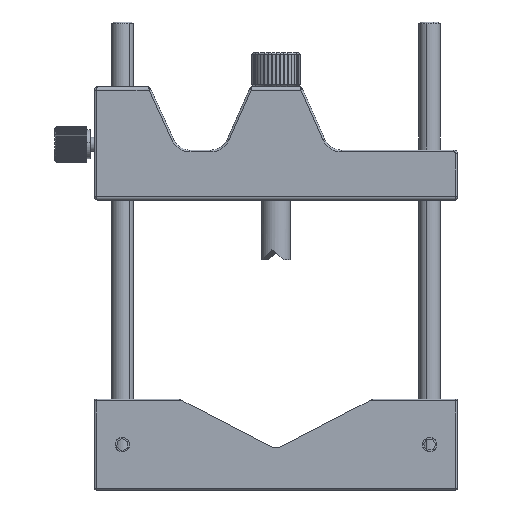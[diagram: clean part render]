
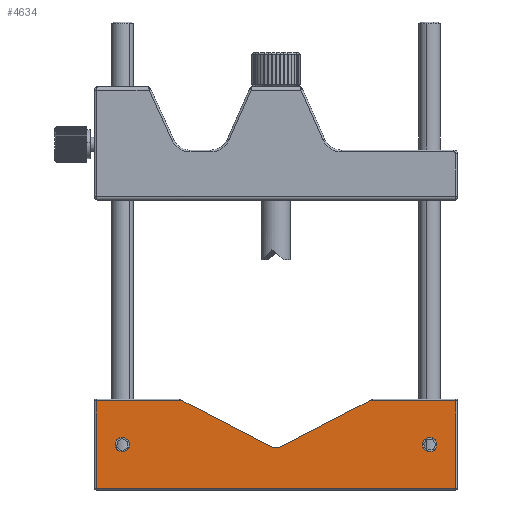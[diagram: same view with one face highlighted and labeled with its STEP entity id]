
A CAD part, top view. The second image highlights one B-rep face of the part: STEP entity #4634.
In plain terms, the highlighted planar face has unit normal (0, 0, 1).
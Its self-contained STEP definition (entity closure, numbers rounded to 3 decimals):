
#369 = CARTESIAN_POINT ( 'NONE',  ( 0.663, -2.311, 6.35 ) ) ;
#640 = CARTESIAN_POINT ( 'NONE',  ( -26.337, -12.421, 6.35 ) ) ;
#888 = AXIS2_PLACEMENT_3D ( 'NONE', #640, #5843, #12762 ) ;
#980 = EDGE_CURVE ( 'NONE', #7663, #20644, #14203, .T. ) ;
#1007 = EDGE_CURVE ( 'NONE', #17679, #7251, #10787, .T. ) ;
#1247 = CARTESIAN_POINT ( 'NONE',  ( 24.463, -27.211, 6.35 ) ) ;
#1557 = CIRCLE ( 'NONE', #14240, 2. ) ;
#1639 = VERTEX_POINT ( 'NONE', #12797 ) ;
#1658 = CARTESIAN_POINT ( 'NONE',  ( -67.337, -15.011, 6.35 ) ) ;
#1866 = DIRECTION ( 'NONE',  ( 0., 0., 1. ) ) ;
#2156 = CARTESIAN_POINT ( 'NONE',  ( -0.297, -2.811, 6.35 ) ) ;
#3055 = EDGE_CURVE ( 'NONE', #3514, #10232, #15203, .T. ) ;
#3494 = EDGE_CURVE ( 'NONE', #7663, #15050, #20269, .T. ) ;
#3514 = VERTEX_POINT ( 'NONE', #4396 ) ;
#3641 = ORIENTED_EDGE ( 'NONE', *, *, #15765, .F. ) ;
#3980 = EDGE_CURVE ( 'NONE', #6620, #19671, #1557, .T. ) ;
#4154 = CIRCLE ( 'NONE', #888, 3.5 ) ;
#4396 = CARTESIAN_POINT ( 'NONE',  ( -76.637, -27.211, 6.35 ) ) ;
#4634 = ADVANCED_FACE ( 'NONE', ( #15579, #7153, #14090 ), #10559, .F. ) ;
#4694 = ORIENTED_EDGE ( 'NONE', *, *, #1007, .F. ) ;
#5840 = ORIENTED_EDGE ( 'NONE', *, *, #3055, .T. ) ;
#5843 = DIRECTION ( 'NONE',  ( 0., 0., 1. ) ) ;
#5884 = ORIENTED_EDGE ( 'NONE', *, *, #20506, .F. ) ;
#6620 = VERTEX_POINT ( 'NONE', #12332 ) ;
#7153 = FACE_BOUND ( 'NONE', #16289, .T. ) ;
#7251 = VERTEX_POINT ( 'NONE', #2156 ) ;
#7583 = ORIENTED_EDGE ( 'NONE', *, *, #3494, .T. ) ;
#7663 = VERTEX_POINT ( 'NONE', #11773 ) ;
#7776 = VECTOR ( 'NONE', #11439, 1000. ) ;
#7931 = DIRECTION ( 'NONE',  ( -1., 0., 0. ) ) ;
#7997 = CARTESIAN_POINT ( 'NONE',  ( -27.953, -15.525, 6.35 ) ) ;
#8602 = EDGE_LOOP ( 'NONE', ( #18328, #18307, #4694, #5884, #16889, #7583, #11312, #5840 ) ) ;
#8753 = DIRECTION ( 'NONE',  ( 0.887, 0.462, 0. ) ) ;
#9795 = CIRCLE ( 'NONE', #14870, 2. ) ;
#9864 = CARTESIAN_POINT ( 'NONE',  ( -76.637, -2.811, 6.35 ) ) ;
#10142 = CARTESIAN_POINT ( 'NONE',  ( 16.663, -15.011, 6.35 ) ) ;
#10232 = VERTEX_POINT ( 'NONE', #14863 ) ;
#10239 = ORIENTED_EDGE ( 'NONE', *, *, #21849, .F. ) ;
#10559 = PLANE ( 'NONE',  #21140 ) ;
#10787 = LINE ( 'NONE', #369, #11637 ) ;
#11001 = VECTOR ( 'NONE', #13471, 1000. ) ;
#11312 = ORIENTED_EDGE ( 'NONE', *, *, #14528, .T. ) ;
#11368 = LINE ( 'NONE', #18292, #19172 ) ;
#11439 = DIRECTION ( 'NONE',  ( 0., 1., 0. ) ) ;
#11637 = VECTOR ( 'NONE', #8753, 1000. ) ;
#11773 = CARTESIAN_POINT ( 'NONE',  ( -52.376, -2.811, 6.35 ) ) ;
#12332 = CARTESIAN_POINT ( 'NONE',  ( 14.663, -15.011, 6.35 ) ) ;
#12362 = ORIENTED_EDGE ( 'NONE', *, *, #3980, .F. ) ;
#12621 = DIRECTION ( 'NONE',  ( 1., 0., 0. ) ) ;
#12762 = DIRECTION ( 'NONE',  ( -1., 0., 0. ) ) ;
#12797 = CARTESIAN_POINT ( 'NONE',  ( -71.337, -15.011, 6.35 ) ) ;
#12805 = CIRCLE ( 'NONE', #15723, 2. ) ;
#13142 = CARTESIAN_POINT ( 'NONE',  ( 16.663, -15.011, 6.35 ) ) ;
#13471 = DIRECTION ( 'NONE',  ( -1., 0., 0. ) ) ;
#13560 = DIRECTION ( 'NONE',  ( 0., 0., 1. ) ) ;
#13982 = DIRECTION ( 'NONE',  ( 1., 0., 0. ) ) ;
#13988 = DIRECTION ( 'NONE',  ( 0.887, -0.462, 0. ) ) ;
#14090 = FACE_OUTER_BOUND ( 'NONE', #8602, .T. ) ;
#14203 = LINE ( 'NONE', #19186, #22104 ) ;
#14240 = AXIS2_PLACEMENT_3D ( 'NONE', #10142, #13560, #20472 ) ;
#14439 = CARTESIAN_POINT ( 'NONE',  ( -69.337, -15.011, 6.35 ) ) ;
#14528 = EDGE_CURVE ( 'NONE', #15050, #3514, #11368, .T. ) ;
#14641 = CARTESIAN_POINT ( 'NONE',  ( -26.337, -2.811, 6.35 ) ) ;
#14708 = CARTESIAN_POINT ( 'NONE',  ( 23.963, -2.811, 6.35 ) ) ;
#14755 = LINE ( 'NONE', #14641, #17820 ) ;
#14863 = CARTESIAN_POINT ( 'NONE',  ( 23.963, -27.211, 6.35 ) ) ;
#14870 = AXIS2_PLACEMENT_3D ( 'NONE', #19912, #16066, #21268 ) ;
#15050 = VERTEX_POINT ( 'NONE', #9864 ) ;
#15203 = LINE ( 'NONE', #1247, #20062 ) ;
#15579 = FACE_BOUND ( 'NONE', #22304, .T. ) ;
#15723 = AXIS2_PLACEMENT_3D ( 'NONE', #14439, #1866, #12621 ) ;
#15765 = EDGE_CURVE ( 'NONE', #19671, #6620, #20653, .T. ) ;
#15940 = EDGE_CURVE ( 'NONE', #17062, #1639, #9795, .T. ) ;
#16066 = DIRECTION ( 'NONE',  ( 0., 0., 1. ) ) ;
#16289 = EDGE_LOOP ( 'NONE', ( #12362, #3641 ) ) ;
#16882 = DIRECTION ( 'NONE',  ( 0., 0., 1. ) ) ;
#16889 = ORIENTED_EDGE ( 'NONE', *, *, #980, .F. ) ;
#17062 = VERTEX_POINT ( 'NONE', #1658 ) ;
#17484 = DIRECTION ( 'NONE',  ( 0., 0., -1. ) ) ;
#17679 = VERTEX_POINT ( 'NONE', #18286 ) ;
#17693 = CARTESIAN_POINT ( 'NONE',  ( 18.663, -15.011, 6.35 ) ) ;
#17700 = CARTESIAN_POINT ( 'NONE',  ( -26.337, -15.011, 6.35 ) ) ;
#17747 = AXIS2_PLACEMENT_3D ( 'NONE', #13142, #16882, #22080 ) ;
#17820 = VECTOR ( 'NONE', #7931, 1000. ) ;
#18004 = CARTESIAN_POINT ( 'NONE',  ( 23.963, -15.011, 6.35 ) ) ;
#18057 = DIRECTION ( 'NONE',  ( 0., -1., 0. ) ) ;
#18286 = CARTESIAN_POINT ( 'NONE',  ( -24.721, -15.525, 6.35 ) ) ;
#18292 = CARTESIAN_POINT ( 'NONE',  ( -76.637, -27.711, 6.35 ) ) ;
#18307 = ORIENTED_EDGE ( 'NONE', *, *, #18721, .T. ) ;
#18328 = ORIENTED_EDGE ( 'NONE', *, *, #21292, .T. ) ;
#18721 = EDGE_CURVE ( 'NONE', #21699, #7251, #14755, .T. ) ;
#18726 = ORIENTED_EDGE ( 'NONE', *, *, #15940, .F. ) ;
#19172 = VECTOR ( 'NONE', #18057, 1000. ) ;
#19186 = CARTESIAN_POINT ( 'NONE',  ( -27.953, -15.525, 6.35 ) ) ;
#19671 = VERTEX_POINT ( 'NONE', #17693 ) ;
#19912 = CARTESIAN_POINT ( 'NONE',  ( -69.337, -15.011, 6.35 ) ) ;
#20049 = LINE ( 'NONE', #18004, #7776 ) ;
#20062 = VECTOR ( 'NONE', #22091, 1000. ) ;
#20269 = LINE ( 'NONE', #22066, #11001 ) ;
#20472 = DIRECTION ( 'NONE',  ( 1., 0., 0. ) ) ;
#20506 = EDGE_CURVE ( 'NONE', #20644, #17679, #4154, .T. ) ;
#20644 = VERTEX_POINT ( 'NONE', #7997 ) ;
#20653 = CIRCLE ( 'NONE', #17747, 2. ) ;
#21140 = AXIS2_PLACEMENT_3D ( 'NONE', #17700, #17484, #13982 ) ;
#21268 = DIRECTION ( 'NONE',  ( 1., 0., 0. ) ) ;
#21292 = EDGE_CURVE ( 'NONE', #10232, #21699, #20049, .T. ) ;
#21699 = VERTEX_POINT ( 'NONE', #14708 ) ;
#21849 = EDGE_CURVE ( 'NONE', #1639, #17062, #12805, .T. ) ;
#22066 = CARTESIAN_POINT ( 'NONE',  ( -26.337, -2.811, 6.35 ) ) ;
#22080 = DIRECTION ( 'NONE',  ( 1., 0., 0. ) ) ;
#22091 = DIRECTION ( 'NONE',  ( 1., 0., 0. ) ) ;
#22104 = VECTOR ( 'NONE', #13988, 1000. ) ;
#22304 = EDGE_LOOP ( 'NONE', ( #10239, #18726 ) ) ;
